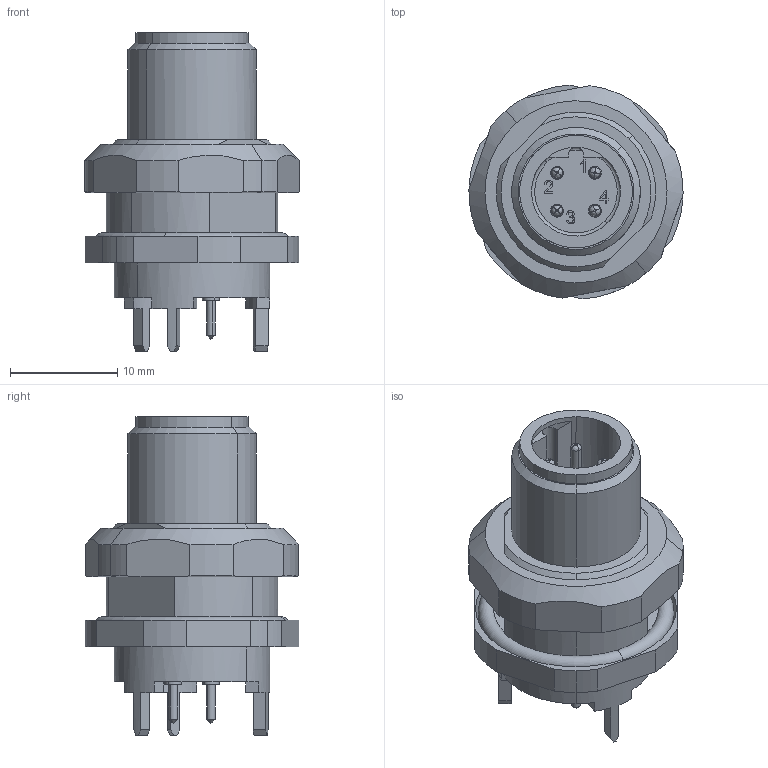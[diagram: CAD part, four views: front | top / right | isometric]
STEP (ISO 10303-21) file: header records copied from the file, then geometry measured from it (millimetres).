
FILE_DESCRIPTION(('CATIA V5R24 STEP','CAx-IF Rec.Pracs.--- Model Styling and Organization---1.2---2011-12-15'),'2;1');
FILE_NAME ('D1461940_0_2424120000_2424120000.stp','2017-05-02T13:10:37+00:00',('none'),('Weidmueller'),'CATIA Version 5-6 Release 2014 SP4 HF52','CATIA V5 STEP AP214','none');
FILE_SCHEMA(('AUTOMOTIVE_DESIGN { 1 0 10303 214 1 1 1 1 }'));
Length unit declared in the file: millimetre
Products named in the file (1): 2424120000
Bounding box: 20 x 19.97 x 29.75 mm (x, y, z)
Volume: 4027.5 mm3; surface area: 3589.9 mm2
Topology: 3 solids, 3 shells, 271 faces, 714 edges, 464 vertices
Faces by surface type: plane 107, cylinder 67, bspline 53, cone 32, torus 12
Entity records: 8868 total; most frequent: CARTESIAN_POINT 2944, ORIENTED_EDGE 1412, DIRECTION 860, EDGE_CURVE 706, VERTEX_POINT 464, AXIS2_PLACEMENT_3D 374, EDGE_LOOP 296, VECTOR 279
